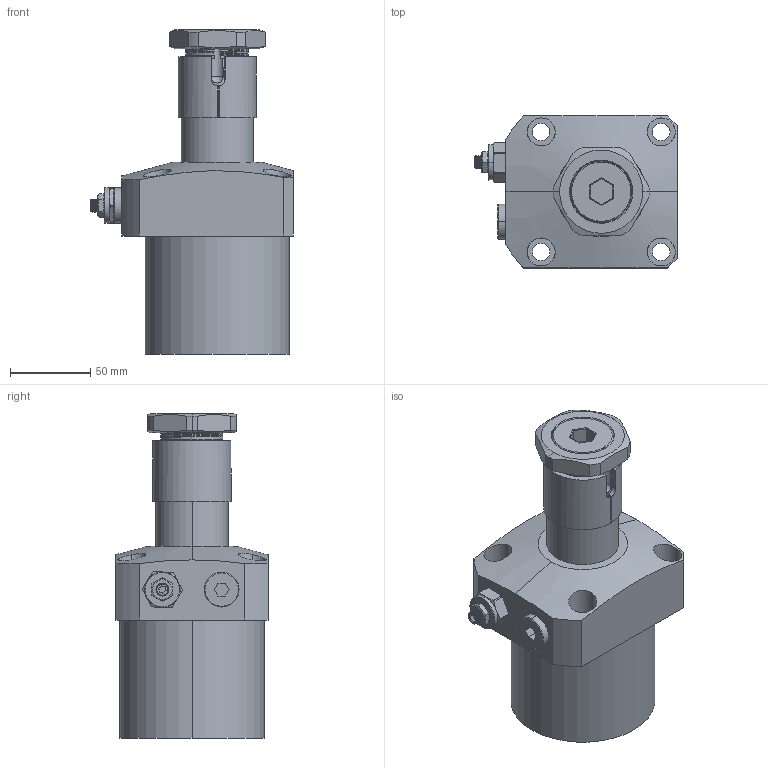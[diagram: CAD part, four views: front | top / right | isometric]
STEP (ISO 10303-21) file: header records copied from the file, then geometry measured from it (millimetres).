
FILE_DESCRIPTION (( 'STEP AP203' ), '1' );
FILE_NAME ('CHA-090SRX90C.STEP', '2019-05-24T12:38:19', ( '' ), ( '' ), 'SwSTEP 2.0', 'SolidWorks 2017', '' );
FILE_SCHEMA (( 'CONFIG_CONTROL_DESIGN' ));
Length unit declared in the file: millimetre
Products named in the file (13): 30概极; 30覃厒裝; CHA-090SRX90C; 30球头; 30概郋; CHA-090S活塞杆; G3-8黑芛; CHA-090蹟譫; CZL30覃厒概; CHA-090S袪杶; hex thin nuts-grades ab-chamfered gb(GB_FASTENER_NUT_STNAB M8-N); CHA-090C掛极; 30粟銅蹟譫
Assembly tree (12 placements, depth 3):
  CHA-090SRX90C
    CHA-090C掛极
    CZL30覃厒概
      30概极
      30球头
      30粟銅蹟譫
      30概郋
      30覃厒裝
      hex thin nuts-grades ab-chamfered gb(GB_FASTENER_NUT_STNAB M8-N)
    G3-8黑芛
    CHA-090S袪杶
    CHA-090S活塞杆
    CHA-090蹟譫
Bounding box: 126.5 x 95 x 203 mm (x, y, z)
Volume: 909945.3 mm3; surface area: 134930.7 mm2
Topology: 12 solids, 12 shells, 630 faces, 1659 edges, 1069 vertices
Faces by surface type: cylinder 263, bspline 154, plane 135, cone 78
Entity records: 77077 total; most frequent: CARTESIAN_POINT 62159, ORIENTED_EDGE 3306, DIRECTION 2291, EDGE_CURVE 1653, VERTEX_POINT 1069, AXIS2_PLACEMENT_3D 868, EDGE_LOOP 688, FACE_OUTER_BOUND 630
